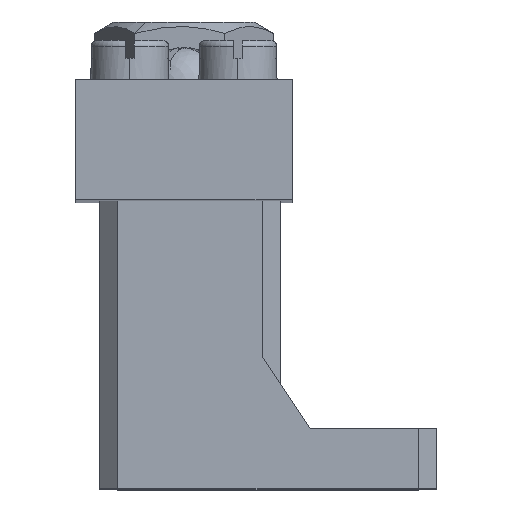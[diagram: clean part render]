
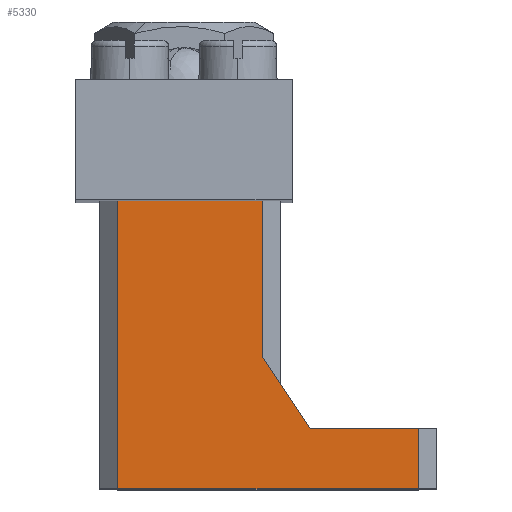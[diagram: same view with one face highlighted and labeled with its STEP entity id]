
A CAD part, top view. The second image highlights one B-rep face of the part: STEP entity #5330.
In plain terms, the highlighted face is planar.
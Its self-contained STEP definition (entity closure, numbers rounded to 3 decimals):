
#286 = LINE ( 'NONE', #7186, #8228 ) ;
#337 = EDGE_CURVE ( 'NONE', #1095, #3279, #3387, .T. ) ;
#430 = VERTEX_POINT ( 'NONE', #4206 ) ;
#461 = CARTESIAN_POINT ( 'NONE',  ( 6.5, -24., -1.5 ) ) ;
#585 = EDGE_CURVE ( 'NONE', #5891, #3952, #671, .T. ) ;
#638 = VECTOR ( 'NONE', #6327, 1000. ) ;
#671 = LINE ( 'NONE', #1960, #4797 ) ;
#843 = CARTESIAN_POINT ( 'NONE',  ( 6.5, -19., -26.5 ) ) ;
#911 = DIRECTION ( 'NONE',  ( 0., 0., -1. ) ) ;
#1004 = DIRECTION ( 'NONE',  ( 0., 0.832, 0.555 ) ) ;
#1095 = VERTEX_POINT ( 'NONE', #2081 ) ;
#1271 = CARTESIAN_POINT ( 'NONE',  ( 6.5, -13., -13.5 ) ) ;
#1480 = CARTESIAN_POINT ( 'NONE',  ( 6.5, 0., -15. ) ) ;
#1667 = VECTOR ( 'NONE', #6543, 1000. ) ;
#1853 = EDGE_CURVE ( 'NONE', #430, #5891, #4920, .T. ) ;
#1960 = CARTESIAN_POINT ( 'NONE',  ( 6.5, 0., -13.5 ) ) ;
#2046 = CARTESIAN_POINT ( 'NONE',  ( 6.5, 0., 0. ) ) ;
#2081 = CARTESIAN_POINT ( 'NONE',  ( 6.5, -24., -26.5 ) ) ;
#2214 = CARTESIAN_POINT ( 'NONE',  ( 6.5, -19., -26.5 ) ) ;
#2372 = ORIENTED_EDGE ( 'NONE', *, *, #7819, .T. ) ;
#2456 = DIRECTION ( 'NONE',  ( 0., 1., 0. ) ) ;
#2531 = ORIENTED_EDGE ( 'NONE', *, *, #3890, .T. ) ;
#2610 = LINE ( 'NONE', #1480, #6197 ) ;
#3136 = CARTESIAN_POINT ( 'NONE',  ( 6.5, -19., -28. ) ) ;
#3189 = ORIENTED_EDGE ( 'NONE', *, *, #337, .T. ) ;
#3248 = VERTEX_POINT ( 'NONE', #461 ) ;
#3279 = VERTEX_POINT ( 'NONE', #2214 ) ;
#3319 = VECTOR ( 'NONE', #7352, 1000. ) ;
#3338 = PLANE ( 'NONE',  #3963 ) ;
#3387 = LINE ( 'NONE', #843, #3319 ) ;
#3451 = FACE_OUTER_BOUND ( 'NONE', #7508, .T. ) ;
#3887 = EDGE_CURVE ( 'NONE', #3950, #3248, #286, .T. ) ;
#3890 = EDGE_CURVE ( 'NONE', #3248, #1095, #5903, .T. ) ;
#3902 = DIRECTION ( 'NONE',  ( 0., 0., 1. ) ) ;
#3950 = VERTEX_POINT ( 'NONE', #7796 ) ;
#3952 = VERTEX_POINT ( 'NONE', #7098 ) ;
#3963 = AXIS2_PLACEMENT_3D ( 'NONE', #2046, #4577, #911 ) ;
#3964 = CARTESIAN_POINT ( 'NONE',  ( 6.5, -24., 0. ) ) ;
#4206 = CARTESIAN_POINT ( 'NONE',  ( 6.5, -19., -17.5 ) ) ;
#4577 = DIRECTION ( 'NONE',  ( 1., 0., 0. ) ) ;
#4592 = ORIENTED_EDGE ( 'NONE', *, *, #585, .T. ) ;
#4644 = EDGE_CURVE ( 'NONE', #3952, #3950, #2610, .T. ) ;
#4754 = CARTESIAN_POINT ( 'NONE',  ( 6.5, -13., -13.5 ) ) ;
#4797 = VECTOR ( 'NONE', #2456, 1000. ) ;
#4859 = VECTOR ( 'NONE', #1004, 1000. ) ;
#4920 = LINE ( 'NONE', #4754, #4859 ) ;
#4993 = LINE ( 'NONE', #3136, #638 ) ;
#5330 = ADVANCED_FACE ( 'NONE', ( #3451 ), #3338, .T. ) ;
#5363 = ORIENTED_EDGE ( 'NONE', *, *, #1853, .T. ) ;
#5585 = ORIENTED_EDGE ( 'NONE', *, *, #3887, .T. ) ;
#5891 = VERTEX_POINT ( 'NONE', #1271 ) ;
#5903 = LINE ( 'NONE', #3964, #1667 ) ;
#6197 = VECTOR ( 'NONE', #3902, 1000. ) ;
#6327 = DIRECTION ( 'NONE',  ( 0., 0., 1. ) ) ;
#6543 = DIRECTION ( 'NONE',  ( 0., 0., -1. ) ) ;
#6582 = DIRECTION ( 'NONE',  ( 0., -1., 0. ) ) ;
#7098 = CARTESIAN_POINT ( 'NONE',  ( 6.5, 0., -13.5 ) ) ;
#7186 = CARTESIAN_POINT ( 'NONE',  ( 6.5, -24., -1.5 ) ) ;
#7352 = DIRECTION ( 'NONE',  ( 0., 1., 0. ) ) ;
#7508 = EDGE_LOOP ( 'NONE', ( #2372, #5363, #4592, #7648, #5585, #2531, #3189 ) ) ;
#7648 = ORIENTED_EDGE ( 'NONE', *, *, #4644, .T. ) ;
#7796 = CARTESIAN_POINT ( 'NONE',  ( 6.5, 0., -1.5 ) ) ;
#7819 = EDGE_CURVE ( 'NONE', #3279, #430, #4993, .T. ) ;
#8228 = VECTOR ( 'NONE', #6582, 1000. ) ;
